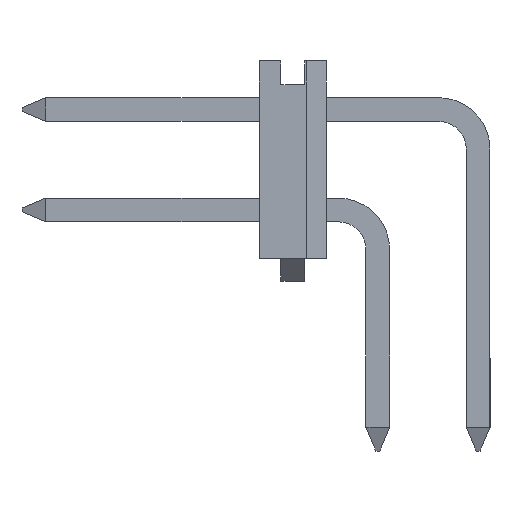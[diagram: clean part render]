
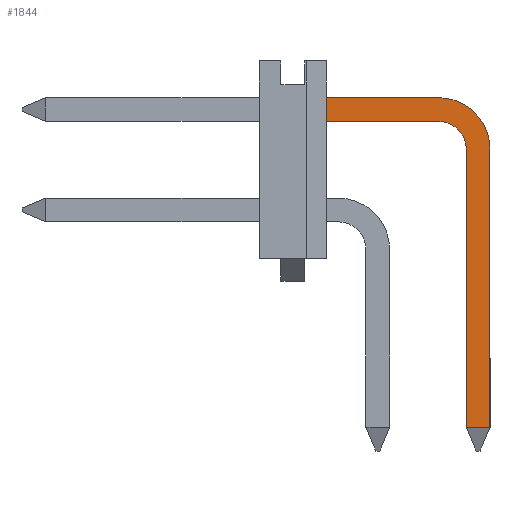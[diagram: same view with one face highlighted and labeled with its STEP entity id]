
A CAD part, left-side view. The second image highlights one B-rep face of the part: STEP entity #1844.
In plain terms, the highlighted planar face has unit normal (-1, 0, 0).
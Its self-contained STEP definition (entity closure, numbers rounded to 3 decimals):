
#1597=CARTESIAN_POINT('',(-11.73,4.27,4.64));
#1598=VERTEX_POINT('',#1597);
#1605=CARTESIAN_POINT('',(-11.73,-0.27,4.64));
#1606=VERTEX_POINT('',#1605);
#1607=CARTESIAN_POINT('',(-11.73,-0.27,4.64));
#1608=DIRECTION('',(0.0,1.0,0.0));
#1609=VECTOR('',#1608,4.54);
#1610=LINE('',#1607,#1609);
#1611=EDGE_CURVE('',#1606,#1598,#1610,.T.);
#1635=CARTESIAN_POINT('',(-11.73,4.27,4.04));
#1636=VERTEX_POINT('',#1635);
#1653=CARTESIAN_POINT('',(-11.73,-0.27,4.04));
#1654=VERTEX_POINT('',#1653);
#1661=CARTESIAN_POINT('',(-11.73,-0.27,4.04));
#1662=DIRECTION('',(0.0,1.0,0.0));
#1663=VECTOR('',#1662,4.54);
#1664=LINE('',#1661,#1663);
#1665=EDGE_CURVE('',#1654,#1636,#1664,.T.);
#1676=CARTESIAN_POINT('',(-11.73,-1.57,3.34));
#1677=VERTEX_POINT('',#1676);
#1678=CARTESIAN_POINT('',(-11.73,-0.27,3.34));
#1679=DIRECTION('',(-1.0,0.0,0.0));
#1680=DIRECTION('',(0.0,-0.707,0.707));
#1681=AXIS2_PLACEMENT_3D('',#1678,#1679,#1680);
#1682=CIRCLE('',#1681,1.3);
#1683=EDGE_CURVE('',#1677,#1606,#1682,.T.);
#1718=CARTESIAN_POINT('',(-11.73,-0.97,3.34));
#1719=VERTEX_POINT('',#1718);
#1726=CARTESIAN_POINT('',(-11.73,-0.27,3.34));
#1727=DIRECTION('',(-1.0,0.0,0.0));
#1728=DIRECTION('',(0.0,-0.707,0.707));
#1729=AXIS2_PLACEMENT_3D('',#1726,#1727,#1728);
#1730=CIRCLE('',#1729,0.7);
#1731=EDGE_CURVE('',#1719,#1654,#1730,.T.);
#1749=CARTESIAN_POINT('',(-11.73,4.27,4.64));
#1750=DIRECTION('',(0.0,0.0,-1.0));
#1751=VECTOR('',#1750,0.6);
#1752=LINE('',#1749,#1751);
#1753=EDGE_CURVE('',#1598,#1636,#1752,.T.);
#1798=CARTESIAN_POINT('',(-11.73,-1.57,-3.7));
#1799=VERTEX_POINT('',#1798);
#1808=CARTESIAN_POINT('',(-11.73,-1.57,3.34));
#1809=DIRECTION('',(0.0,0.0,-1.0));
#1810=VECTOR('',#1809,7.04);
#1811=LINE('',#1808,#1810);
#1812=EDGE_CURVE('',#1677,#1799,#1811,.T.);
#1817=CARTESIAN_POINT('',(-11.73,-0.97,12.2));
#1818=DIRECTION('',(-1.0,0.0,0.0));
#1819=DIRECTION('',(0.0,0.0,1.0));
#1820=AXIS2_PLACEMENT_3D('',#1817,#1818,#1819);
#1821=PLANE('',#1820);
#1822=CARTESIAN_POINT('',(-11.73,-0.97,-3.7));
#1823=VERTEX_POINT('',#1822);
#1824=CARTESIAN_POINT('',(-11.73,-1.57,-3.7));
#1825=DIRECTION('',(0.0,1.0,0.0));
#1826=VECTOR('',#1825,0.6);
#1827=LINE('',#1824,#1826);
#1828=EDGE_CURVE('',#1799,#1823,#1827,.T.);
#1829=ORIENTED_EDGE('',*,*,#1828,.F.);
#1830=ORIENTED_EDGE('',*,*,#1812,.F.);
#1831=ORIENTED_EDGE('',*,*,#1683,.T.);
#1832=ORIENTED_EDGE('',*,*,#1611,.T.);
#1833=ORIENTED_EDGE('',*,*,#1753,.T.);
#1834=ORIENTED_EDGE('',*,*,#1665,.F.);
#1835=ORIENTED_EDGE('',*,*,#1731,.F.);
#1836=CARTESIAN_POINT('',(-11.73,-0.97,3.34));
#1837=DIRECTION('',(0.0,0.0,-1.0));
#1838=VECTOR('',#1837,7.04);
#1839=LINE('',#1836,#1838);
#1840=EDGE_CURVE('',#1719,#1823,#1839,.T.);
#1841=ORIENTED_EDGE('',*,*,#1840,.T.);
#1842=EDGE_LOOP('',(#1829,#1830,#1831,#1832,#1833,#1834,#1835,#1841));
#1843=FACE_OUTER_BOUND('',#1842,.T.);
#1844=ADVANCED_FACE('',(#1843),#1821,.T.);
